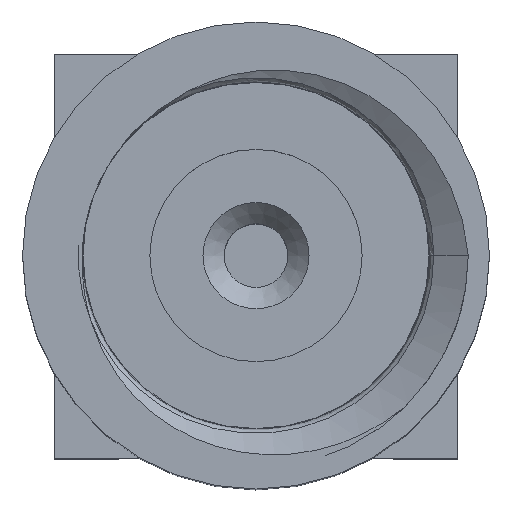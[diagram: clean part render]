
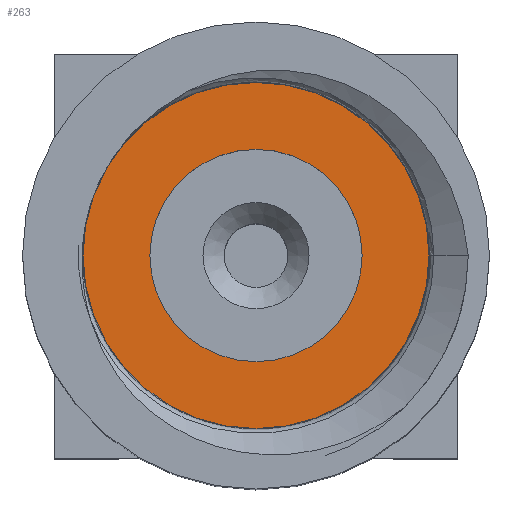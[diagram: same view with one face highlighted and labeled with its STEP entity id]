
A CAD part, top view. The second image highlights one B-rep face of the part: STEP entity #263.
In plain terms, the highlighted planar face has unit normal (0, 0, 1).
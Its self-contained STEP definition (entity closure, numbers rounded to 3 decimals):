
#89 = CYLINDRICAL_SURFACE('',#90,2.5);
#90 = AXIS2_PLACEMENT_3D('',#91,#92,#93);
#91 = CARTESIAN_POINT('',(0.,0.,14.07));
#92 = DIRECTION('',(0.,0.,1.));
#93 = DIRECTION('',(1.,0.,0.));
#158 = VERTEX_POINT('',#159);
#159 = CARTESIAN_POINT('',(2.5,0.,14.07));
#182 = EDGE_CURVE('',#158,#158,#183,.T.);
#183 = SURFACE_CURVE('',#184,(#189,#196),.PCURVE_S1.);
#184 = CIRCLE('',#185,2.5);
#185 = AXIS2_PLACEMENT_3D('',#186,#187,#188);
#186 = CARTESIAN_POINT('',(0.,0.,14.07));
#187 = DIRECTION('',(0.,0.,1.));
#188 = DIRECTION('',(1.,0.,0.));
#189 = PCURVE('',#89,#190);
#190 = DEFINITIONAL_REPRESENTATION('',(#191),#195);
#191 = LINE('',#192,#193);
#192 = CARTESIAN_POINT('',(0.,0.));
#193 = VECTOR('',#194,1.);
#194 = DIRECTION('',(1.,0.));
#195 = ( GEOMETRIC_REPRESENTATION_CONTEXT(2) 
PARAMETRIC_REPRESENTATION_CONTEXT() REPRESENTATION_CONTEXT('2D SPACE',''
  ) );
#196 = PCURVE('',#197,#202);
#197 = PLANE('',#198);
#198 = AXIS2_PLACEMENT_3D('',#199,#200,#201);
#199 = CARTESIAN_POINT('',(0.,0.,14.07));
#200 = DIRECTION('',(0.,0.,1.));
#201 = DIRECTION('',(1.,0.,0.));
#202 = DEFINITIONAL_REPRESENTATION('',(#203),#207);
#203 = CIRCLE('',#204,2.5);
#204 = AXIS2_PLACEMENT_2D('',#205,#206);
#205 = CARTESIAN_POINT('',(0.,0.));
#206 = DIRECTION('',(1.,0.));
#207 = ( GEOMETRIC_REPRESENTATION_CONTEXT(2) 
PARAMETRIC_REPRESENTATION_CONTEXT() REPRESENTATION_CONTEXT('2D SPACE',''
  ) );
#263 = ADVANCED_FACE('',(#264,#295),#197,.T.);
#264 = FACE_BOUND('',#265,.T.);
#265 = EDGE_LOOP('',(#266));
#266 = ORIENTED_EDGE('',*,*,#267,.T.);
#267 = EDGE_CURVE('',#268,#268,#270,.T.);
#268 = VERTEX_POINT('',#269);
#269 = CARTESIAN_POINT('',(4.075,0.,14.07));
#270 = SURFACE_CURVE('',#271,(#276,#283),.PCURVE_S1.);
#271 = CIRCLE('',#272,4.075);
#272 = AXIS2_PLACEMENT_3D('',#273,#274,#275);
#273 = CARTESIAN_POINT('',(0.,0.,14.07));
#274 = DIRECTION('',(0.,0.,1.));
#275 = DIRECTION('',(1.,0.,0.));
#276 = PCURVE('',#197,#277);
#277 = DEFINITIONAL_REPRESENTATION('',(#278),#282);
#278 = CIRCLE('',#279,4.075);
#279 = AXIS2_PLACEMENT_2D('',#280,#281);
#280 = CARTESIAN_POINT('',(0.,0.));
#281 = DIRECTION('',(1.,0.));
#282 = ( GEOMETRIC_REPRESENTATION_CONTEXT(2) 
PARAMETRIC_REPRESENTATION_CONTEXT() REPRESENTATION_CONTEXT('2D SPACE',''
  ) );
#283 = PCURVE('',#284,#289);
#284 = CYLINDRICAL_SURFACE('',#285,4.075);
#285 = AXIS2_PLACEMENT_3D('',#286,#287,#288);
#286 = CARTESIAN_POINT('',(0.,0.,0.));
#287 = DIRECTION('',(-0.,-0.,-1.));
#288 = DIRECTION('',(1.,0.,0.));
#289 = DEFINITIONAL_REPRESENTATION('',(#290),#294);
#290 = LINE('',#291,#292);
#291 = CARTESIAN_POINT('',(-0.,-14.07));
#292 = VECTOR('',#293,1.);
#293 = DIRECTION('',(-1.,0.));
#294 = ( GEOMETRIC_REPRESENTATION_CONTEXT(2) 
PARAMETRIC_REPRESENTATION_CONTEXT() REPRESENTATION_CONTEXT('2D SPACE',''
  ) );
#295 = FACE_BOUND('',#296,.T.);
#296 = EDGE_LOOP('',(#297));
#297 = ORIENTED_EDGE('',*,*,#182,.F.);
